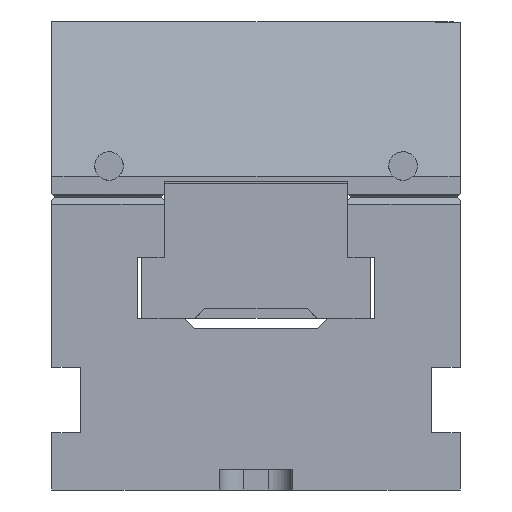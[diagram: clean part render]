
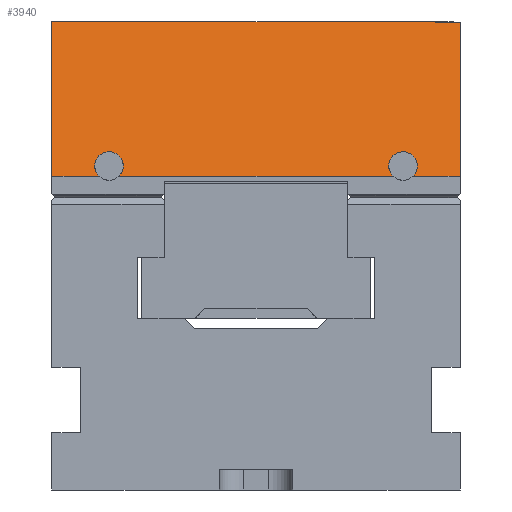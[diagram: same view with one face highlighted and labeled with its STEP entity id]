
A CAD part, front view. The second image highlights one B-rep face of the part: STEP entity #3940.
In plain terms, the highlighted face is planar.
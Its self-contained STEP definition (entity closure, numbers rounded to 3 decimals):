
#3940 = ADVANCED_FACE( '', ( #8819 ), #8820, .F. );
#8819 = FACE_OUTER_BOUND( '', #14749, .T. );
#8820 = PLANE( '', #14750 );
#14749 = EDGE_LOOP( '', ( #27151, #27152, #27153, #27154, #27155, #27156, #27157, #27158 ) );
#14750 = AXIS2_PLACEMENT_3D( '', #27159, #27160, #27161 );
#27151 = ORIENTED_EDGE( '', *, *, #39053, .T. );
#27152 = ORIENTED_EDGE( '', *, *, #39164, .T. );
#27153 = ORIENTED_EDGE( '', *, *, #39051, .T. );
#27154 = ORIENTED_EDGE( '', *, *, #38185, .T. );
#27155 = ORIENTED_EDGE( '', *, *, #40932, .F. );
#27156 = ORIENTED_EDGE( '', *, *, #40933, .F. );
#27157 = ORIENTED_EDGE( '', *, *, #39055, .T. );
#27158 = ORIENTED_EDGE( '', *, *, #39450, .T. );
#27159 = CARTESIAN_POINT( '', ( 49.975, 13.866, 43. ) );
#27160 = DIRECTION( '', ( 0., -0.966, -0.259 ) );
#27161 = DIRECTION( '', ( 0., 0.259, -0.966 ) );
#38185 = EDGE_CURVE( '', #47108, #47106, #47109, .T. );
#39051 = EDGE_CURVE( '', #48569, #47108, #48570, .T. );
#39053 = EDGE_CURVE( '', #48573, #48571, #48574, .T. );
#39055 = EDGE_CURVE( '', #48577, #48575, #48578, .T. );
#39164 = EDGE_CURVE( '', #48571, #48569, #48734, .T. );
#39450 = EDGE_CURVE( '', #48575, #48573, #49151, .T. );
#40932 = EDGE_CURVE( '', #51279, #47106, #51280, .T. );
#40933 = EDGE_CURVE( '', #48577, #51279, #51281, .T. );
#47106 = VERTEX_POINT( '', #59681 );
#47108 = VERTEX_POINT( '', #59684 );
#47109 = LINE( '', #59685, #59686 );
#48569 = VERTEX_POINT( '', #61921 );
#48570 = LINE( '', #61922, #61923 );
#48571 = VERTEX_POINT( '', #61924 );
#48573 = VERTEX_POINT( '', #61926 );
#48574 = LINE( '', #61927, #61928 );
#48575 = VERTEX_POINT( '', #61929 );
#48577 = VERTEX_POINT( '', #61931 );
#48578 = LINE( '', #61932, #61933 );
#48734 = ELLIPSE( '', #62160, 3.623, 3.5 );
#49151 = ELLIPSE( '', #62760, 3.623, 3.5 );
#51279 = VERTEX_POINT( '', #65988 );
#51280 = LINE( '', #65989, #65990 );
#51281 = LINE( '', #65991, #65992 );
#59681 = CARTESIAN_POINT( '', ( -49.975, 13.866, 43. ) );
#59684 = CARTESIAN_POINT( '', ( -49.975, 24., 5.18 ) );
#59685 = CARTESIAN_POINT( '', ( -49.975, 13.866, 43. ) );
#59686 = VECTOR( '', #71415, 1000. );
#61921 = CARTESIAN_POINT( '', ( -38.376, 24., 5.18 ) );
#61922 = CARTESIAN_POINT( '', ( 49.975, 24., 5.18 ) );
#61923 = VECTOR( '', #72221, 1000. );
#61924 = CARTESIAN_POINT( '', ( -33.624, 24., 5.18 ) );
#61926 = CARTESIAN_POINT( '', ( 33.624, 24., 5.18 ) );
#61927 = CARTESIAN_POINT( '', ( 49.975, 24., 5.18 ) );
#61928 = VECTOR( '', #72225, 1000. );
#61929 = CARTESIAN_POINT( '', ( 38.376, 24., 5.18 ) );
#61931 = CARTESIAN_POINT( '', ( 49.975, 24., 5.18 ) );
#61932 = CARTESIAN_POINT( '', ( 49.975, 24., 5.18 ) );
#61933 = VECTOR( '', #72229, 1000. );
#62160 = AXIS2_PLACEMENT_3D( '', #72316, #72317, #72318 );
#62760 = AXIS2_PLACEMENT_3D( '', #72556, #72557, #72558 );
#65988 = CARTESIAN_POINT( '', ( 49.975, 13.866, 43. ) );
#65989 = CARTESIAN_POINT( '', ( 49.975, 13.866, 43. ) );
#65990 = VECTOR( '', #73824, 1000. );
#65991 = CARTESIAN_POINT( '', ( 49.975, 13.866, 43. ) );
#65992 = VECTOR( '', #73825, 1000. );
#71415 = DIRECTION( '', ( 0., -0.259, 0.966 ) );
#72221 = DIRECTION( '', ( -1., 0., 0. ) );
#72225 = DIRECTION( '', ( -1., 0., 0. ) );
#72229 = DIRECTION( '', ( -1., 0., 0. ) );
#72316 = CARTESIAN_POINT( '', ( -36., 23.311, 7.75 ) );
#72317 = DIRECTION( '', ( 0., -0.966, -0.259 ) );
#72318 = DIRECTION( '', ( 0., 0.259, -0.966 ) );
#72556 = CARTESIAN_POINT( '', ( 36., 23.311, 7.75 ) );
#72557 = DIRECTION( '', ( 0., -0.966, -0.259 ) );
#72558 = DIRECTION( '', ( 0., 0.259, -0.966 ) );
#73824 = DIRECTION( '', ( -1., 0., 0. ) );
#73825 = DIRECTION( '', ( 0., -0.259, 0.966 ) );
